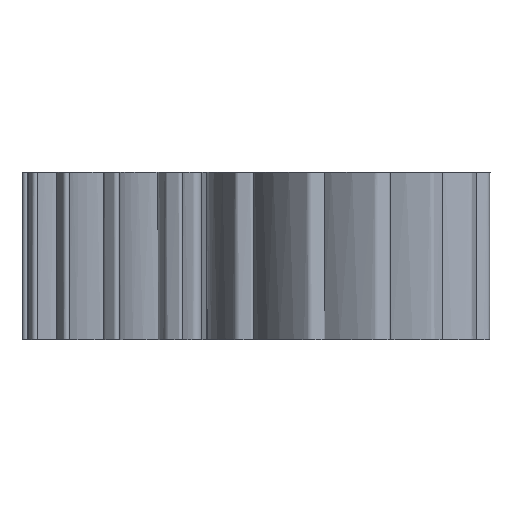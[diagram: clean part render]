
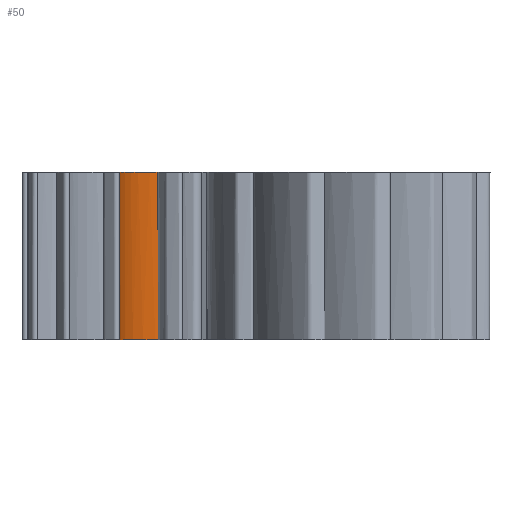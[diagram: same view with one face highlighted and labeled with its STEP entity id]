
A CAD part, front view. The second image highlights one B-rep face of the part: STEP entity #50.
In plain terms, the highlighted free-form (B-spline) face has degree [2, 1] with [5, 2] control points.
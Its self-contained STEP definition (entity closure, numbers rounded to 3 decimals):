
#50=ADVANCED_FACE('',(#132),#3098,.T.);
#132=FACE_OUTER_BOUND('',#214,.T.);
#214=EDGE_LOOP('',(#374,#375,#376,#377));
#374=ORIENTED_EDGE('',*,*,#2349,.T.);
#375=ORIENTED_EDGE('',*,*,#2350,.T.);
#376=ORIENTED_EDGE('',*,*,#2351,.T.);
#377=ORIENTED_EDGE('',*,*,#2347,.F.);
#851=PCURVE('',#3097,#1331);
#854=PCURVE('',#3098,#1334);
#855=PCURVE('',#3098,#1335);
#856=PCURVE('',#3098,#1336);
#857=PCURVE('',#3098,#1337);
#861=PCURVE('',#3099,#1341);
#1123=PCURVE('',#3070,#1603);
#1176=PCURVE('',#3071,#1656);
#1331=DEFINITIONAL_REPRESENTATION('',(#1811),#6785);
#1334=DEFINITIONAL_REPRESENTATION('',(#1814),#6785);
#1335=DEFINITIONAL_REPRESENTATION('',(#1815),#6785);
#1336=DEFINITIONAL_REPRESENTATION('',(#1816),#6785);
#1337=DEFINITIONAL_REPRESENTATION('',(#1817),#6785);
#1341=DEFINITIONAL_REPRESENTATION('',(#1821),#6785);
#1603=DEFINITIONAL_REPRESENTATION('',(#2803),#6785);
#1656=DEFINITIONAL_REPRESENTATION('',(#2856),#6785);
#1811=B_SPLINE_CURVE_WITH_KNOTS('',1,(#4761,#4762),.UNSPECIFIED.,.F.,.F.,
(2,2),(0.,25.),.UNSPECIFIED.);
#1814=B_SPLINE_CURVE_WITH_KNOTS('',1,(#4783,#4784),.UNSPECIFIED.,.F.,.F.,
(2,2),(278.996,297.518),.UNSPECIFIED.);
#1815=B_SPLINE_CURVE_WITH_KNOTS('',1,(#4787,#4788),.UNSPECIFIED.,.F.,.F.,
(2,2),(0.,25.),.UNSPECIFIED.);
#1816=B_SPLINE_CURVE_WITH_KNOTS('',1,(#4794,#4795),.UNSPECIFIED.,.F.,.F.,
(2,2),(-297.518,-278.996),.UNSPECIFIED.);
#1817=B_SPLINE_CURVE_WITH_KNOTS('',1,(#4796,#4797),.UNSPECIFIED.,.F.,.F.,
(2,2),(0.,25.),.UNSPECIFIED.);
#1821=B_SPLINE_CURVE_WITH_KNOTS('',1,(#4812,#4813),.UNSPECIFIED.,.F.,.F.,
(2,2),(0.,25.),.UNSPECIFIED.);
#2107=SURFACE_CURVE('',#2587,(#851,#857),.PCURVE_S1.);
#2109=SURFACE_CURVE('',#2589,(#854,#1123),.PCURVE_S1.);
#2110=SURFACE_CURVE('',#2590,(#855,#861),.PCURVE_S1.);
#2111=SURFACE_CURVE('',#2591,(#856,#1176),.PCURVE_S1.);
#2347=EDGE_CURVE('',#2962,#2963,#2107,.T.);
#2349=EDGE_CURVE('',#2962,#2964,#2109,.T.);
#2350=EDGE_CURVE('',#2964,#2965,#2110,.T.);
#2351=EDGE_CURVE('',#2965,#2963,#2111,.T.);
#2587=(
BOUNDED_CURVE()
B_SPLINE_CURVE(1,(#4759,#4760),.UNSPECIFIED.,.F.,.F.)
B_SPLINE_CURVE_WITH_KNOTS((2,2),(0.,25.),.UNSPECIFIED.)
CURVE()
GEOMETRIC_REPRESENTATION_ITEM()
RATIONAL_B_SPLINE_CURVE((1.,1.))
REPRESENTATION_ITEM('')
);
#2589=(
BOUNDED_CURVE()
B_SPLINE_CURVE(2,(#4778,#4779,#4780,#4781,#4782),.UNSPECIFIED.,.F.,.F.)
B_SPLINE_CURVE_WITH_KNOTS((3,2,3),(278.996,295.955,297.518),
 .UNSPECIFIED.)
CURVE()
GEOMETRIC_REPRESENTATION_ITEM()
RATIONAL_B_SPLINE_CURVE((1.,0.924,1.,0.71,1.))
REPRESENTATION_ITEM('')
);
#2590=(
BOUNDED_CURVE()
B_SPLINE_CURVE(1,(#4785,#4786),.UNSPECIFIED.,.F.,.F.)
B_SPLINE_CURVE_WITH_KNOTS((2,2),(0.,25.),.UNSPECIFIED.)
CURVE()
GEOMETRIC_REPRESENTATION_ITEM()
RATIONAL_B_SPLINE_CURVE((1.,1.))
REPRESENTATION_ITEM('')
);
#2591=(
BOUNDED_CURVE()
B_SPLINE_CURVE(2,(#4789,#4790,#4791,#4792,#4793),.UNSPECIFIED.,.F.,.F.)
B_SPLINE_CURVE_WITH_KNOTS((3,2,3),(-297.518,-295.955,-278.996),
 .UNSPECIFIED.)
CURVE()
GEOMETRIC_REPRESENTATION_ITEM()
RATIONAL_B_SPLINE_CURVE((1.,0.71,1.,0.924,1.))
REPRESENTATION_ITEM('')
);
#2803=(
BOUNDED_CURVE()
B_SPLINE_CURVE(2,(#6193,#6194,#6195,#6196,#6197),.UNSPECIFIED.,.F.,.F.)
B_SPLINE_CURVE_WITH_KNOTS((3,2,3),(278.996,295.955,297.518),
 .UNSPECIFIED.)
CURVE()
GEOMETRIC_REPRESENTATION_ITEM()
RATIONAL_B_SPLINE_CURVE((1.,0.924,1.,0.71,1.))
REPRESENTATION_ITEM('')
);
#2856=(
BOUNDED_CURVE()
B_SPLINE_CURVE(2,(#6490,#6491,#6492,#6493,#6494),.UNSPECIFIED.,.F.,.F.)
B_SPLINE_CURVE_WITH_KNOTS((3,2,3),(-297.518,-295.955,-278.996),
 .UNSPECIFIED.)
CURVE()
GEOMETRIC_REPRESENTATION_ITEM()
RATIONAL_B_SPLINE_CURVE((1.,0.71,1.,0.924,1.))
REPRESENTATION_ITEM('')
);
#2962=VERTEX_POINT('',#4116);
#2963=VERTEX_POINT('',#4117);
#2964=VERTEX_POINT('',#4118);
#2965=VERTEX_POINT('',#4119);
#3070=PLANE('',#3172);
#3071=PLANE('',#3173);
#3097=(
BOUNDED_SURFACE()
B_SPLINE_SURFACE(2,1,((#3452,#3453),(#3454,#3455),(#3456,#3457),(#3458,#3459),
(#3460,#3461),(#3462,#3463),(#3464,#3465),(#3466,#3467),(#3468,#3469),(#3470,
#3471),(#3472,#3473)),.UNSPECIFIED.,.F.,.F.,.F.)
B_SPLINE_SURFACE_WITH_KNOTS((3,2,2,2,2,3),(2,2),(257.009,275.416,
276.312,277.891,278.443,278.996),(0.,
25.),.UNSPECIFIED.)
GEOMETRIC_REPRESENTATION_ITEM()
RATIONAL_B_SPLINE_SURFACE(((1.,1.),(0.922,0.922),
(1.,1.),(0.901,0.901),(1.,1.),(1.,1.),
(1.,1.),(0.851,0.851),(1.,1.),(0.851,
0.851),(1.,1.)))
REPRESENTATION_ITEM('')
SURFACE()
);
#3098=(
BOUNDED_SURFACE()
B_SPLINE_SURFACE(2,1,((#3474,#3475),(#3476,#3477),(#3478,#3479),(#3480,#3481),
(#3482,#3483)),.UNSPECIFIED.,.F.,.F.,.F.)
B_SPLINE_SURFACE_WITH_KNOTS((3,2,3),(2,2),(278.996,295.955,
297.518),(0.,25.),.UNSPECIFIED.)
GEOMETRIC_REPRESENTATION_ITEM()
RATIONAL_B_SPLINE_SURFACE(((1.,1.),(0.924,0.924),
(1.,1.),(0.71,0.71),(1.,1.)))
REPRESENTATION_ITEM('')
SURFACE()
);
#3099=(
BOUNDED_SURFACE()
B_SPLINE_SURFACE(2,1,((#3484,#3485),(#3486,#3487),(#3488,#3489)),
 .UNSPECIFIED.,.F.,.F.,.F.)
B_SPLINE_SURFACE_WITH_KNOTS((3,3),(2,2),(297.518,298.258),
(0.,25.),.UNSPECIFIED.)
GEOMETRIC_REPRESENTATION_ITEM()
RATIONAL_B_SPLINE_SURFACE(((1.,1.),(1.,1.),
(1.,1.)))
REPRESENTATION_ITEM('')
SURFACE()
);
#3172=AXIS2_PLACEMENT_3D('',#4062,#3177,$);
#3173=AXIS2_PLACEMENT_3D('',#4063,#3178,$);
#3177=DIRECTION('',(0.,0.,-1.));
#3178=DIRECTION('',(0.,0.,1.));
#3452=CARTESIAN_POINT('',(-15.566,-9.649,0.));
#3453=CARTESIAN_POINT('',(-15.566,-9.649,25.));
#3454=CARTESIAN_POINT('',(-22.679,-16.28,0.));
#3455=CARTESIAN_POINT('',(-22.679,-16.28,25.));
#3456=CARTESIAN_POINT('',(-22.906,-26.002,0.));
#3457=CARTESIAN_POINT('',(-22.906,-26.002,25.));
#3458=CARTESIAN_POINT('',(-22.917,-26.482,0.));
#3459=CARTESIAN_POINT('',(-22.917,-26.482,25.));
#3460=CARTESIAN_POINT('',(-22.549,-26.791,0.));
#3461=CARTESIAN_POINT('',(-22.549,-26.791,25.));
#3462=CARTESIAN_POINT('',(-21.944,-27.299,0.));
#3463=CARTESIAN_POINT('',(-21.944,-27.299,25.));
#3464=CARTESIAN_POINT('',(-21.317,-27.778,0.));
#3465=CARTESIAN_POINT('',(-21.317,-27.778,25.));
#3466=CARTESIAN_POINT('',(-21.072,-27.966,0.));
#3467=CARTESIAN_POINT('',(-21.072,-27.966,25.));
#3468=CARTESIAN_POINT('',(-20.795,-27.831,0.));
#3469=CARTESIAN_POINT('',(-20.795,-27.831,25.));
#3470=CARTESIAN_POINT('',(-20.518,-27.697,0.));
#3471=CARTESIAN_POINT('',(-20.518,-27.697,25.));
#3472=CARTESIAN_POINT('',(-20.513,-27.389,0.));
#3473=CARTESIAN_POINT('',(-20.513,-27.389,25.));
#3474=CARTESIAN_POINT('',(-20.513,-27.389,0.));
#3475=CARTESIAN_POINT('',(-20.513,-27.389,25.));
#3476=CARTESIAN_POINT('',(-20.374,-18.444,0.));
#3477=CARTESIAN_POINT('',(-20.374,-18.444,25.));
#3478=CARTESIAN_POINT('',(-13.942,-12.226,0.));
#3479=CARTESIAN_POINT('',(-13.942,-12.226,25.));
#3480=CARTESIAN_POINT('',(-13.229,-11.537,0.));
#3481=CARTESIAN_POINT('',(-13.229,-11.537,25.));
#3482=CARTESIAN_POINT('',(-12.534,-12.244,0.));
#3483=CARTESIAN_POINT('',(-12.534,-12.244,25.));
#3484=CARTESIAN_POINT('',(-12.534,-12.244,0.));
#3485=CARTESIAN_POINT('',(-12.534,-12.244,25.));
#3486=CARTESIAN_POINT('',(-12.274,-12.508,0.));
#3487=CARTESIAN_POINT('',(-12.274,-12.508,25.));
#3488=CARTESIAN_POINT('',(-12.004,-12.761,0.));
#3489=CARTESIAN_POINT('',(-12.004,-12.761,25.));
#4062=CARTESIAN_POINT('',(-43.785,-43.717,0.));
#4063=CARTESIAN_POINT('',(-43.785,-43.717,25.));
#4116=CARTESIAN_POINT('',(-20.513,-27.389,0.));
#4117=CARTESIAN_POINT('',(-20.513,-27.389,25.));
#4118=CARTESIAN_POINT('',(-12.534,-12.244,0.));
#4119=CARTESIAN_POINT('',(-12.534,-12.244,25.));
#4759=CARTESIAN_POINT('',(-20.513,-27.389,0.));
#4760=CARTESIAN_POINT('',(-20.513,-27.389,25.));
#4761=CARTESIAN_POINT('',(278.996,0.));
#4762=CARTESIAN_POINT('',(278.996,25.));
#4778=CARTESIAN_POINT('',(-20.513,-27.389,0.));
#4779=CARTESIAN_POINT('',(-20.374,-18.444,0.));
#4780=CARTESIAN_POINT('',(-13.942,-12.226,0.));
#4781=CARTESIAN_POINT('',(-13.229,-11.537,0.));
#4782=CARTESIAN_POINT('',(-12.534,-12.244,0.));
#4783=CARTESIAN_POINT('',(278.996,0.));
#4784=CARTESIAN_POINT('',(297.518,0.));
#4785=CARTESIAN_POINT('',(-12.534,-12.244,0.));
#4786=CARTESIAN_POINT('',(-12.534,-12.244,25.));
#4787=CARTESIAN_POINT('',(297.518,0.));
#4788=CARTESIAN_POINT('',(297.518,25.));
#4789=CARTESIAN_POINT('',(-12.534,-12.244,25.));
#4790=CARTESIAN_POINT('',(-13.229,-11.537,25.));
#4791=CARTESIAN_POINT('',(-13.942,-12.226,25.));
#4792=CARTESIAN_POINT('',(-20.374,-18.444,25.));
#4793=CARTESIAN_POINT('',(-20.513,-27.389,25.));
#4794=CARTESIAN_POINT('',(297.518,25.));
#4795=CARTESIAN_POINT('',(278.996,25.));
#4796=CARTESIAN_POINT('',(278.996,0.));
#4797=CARTESIAN_POINT('',(278.996,25.));
#4812=CARTESIAN_POINT('',(297.518,0.));
#4813=CARTESIAN_POINT('',(297.518,25.));
#6193=CARTESIAN_POINT('',(-44.609,-17.24));
#6194=CARTESIAN_POINT('',(-35.664,-17.101));
#6195=CARTESIAN_POINT('',(-29.446,-10.669));
#6196=CARTESIAN_POINT('',(-28.756,-9.956));
#6197=CARTESIAN_POINT('',(-29.464,-9.261));
#6490=CARTESIAN_POINT('',(-9.261,-29.464));
#6491=CARTESIAN_POINT('',(-9.956,-28.756));
#6492=CARTESIAN_POINT('',(-10.669,-29.446));
#6493=CARTESIAN_POINT('',(-17.101,-35.664));
#6494=CARTESIAN_POINT('',(-17.24,-44.609));
#6785=(
GEOMETRIC_REPRESENTATION_CONTEXT(2)
PARAMETRIC_REPRESENTATION_CONTEXT()
REPRESENTATION_CONTEXT('pspace','')
);
